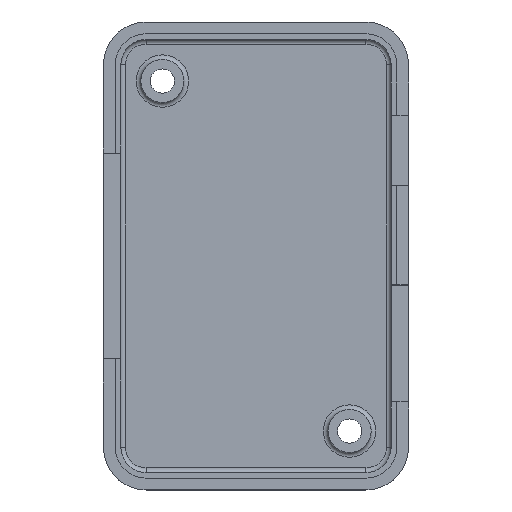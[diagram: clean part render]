
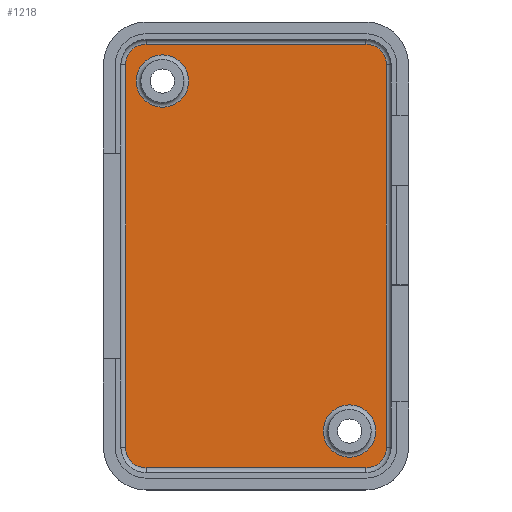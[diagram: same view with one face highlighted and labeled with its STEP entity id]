
A CAD part, top view. The second image highlights one B-rep face of the part: STEP entity #1218.
In plain terms, the highlighted planar face has unit normal (0, 0, 1).
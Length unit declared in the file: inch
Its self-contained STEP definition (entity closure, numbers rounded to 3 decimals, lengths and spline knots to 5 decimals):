
#24=FACE_BOUND('',#399,.T.);
#25=FACE_BOUND('',#400,.T.);
#32=PLANE('',#1326);
#62=LINE('',#1823,#177);
#64=LINE('',#1835,#179);
#66=LINE('',#1847,#181);
#68=LINE('',#1856,#183);
#177=VECTOR('',#1444,0.3937);
#179=VECTOR('',#1458,0.3937);
#181=VECTOR('',#1472,0.3937);
#183=VECTOR('',#1484,0.3937);
#328=FACE_OUTER_BOUND('',#398,.T.);
#398=EDGE_LOOP('',(#888,#889,#890,#891,#892,#893,#894,#895));
#399=EDGE_LOOP('',(#896));
#400=EDGE_LOOP('',(#897));
#465=CIRCLE('',#1300,0.11);
#468=CIRCLE('',#1305,0.11);
#472=CIRCLE('',#1311,0.11);
#476=CIRCLE('',#1317,0.11);
#480=CIRCLE('',#1327,0.14);
#481=CIRCLE('',#1328,0.14);
#530=VERTEX_POINT('',#1811);
#533=VERTEX_POINT('',#1816);
#535=VERTEX_POINT('',#1821);
#537=VERTEX_POINT('',#1827);
#539=VERTEX_POINT('',#1833);
#541=VERTEX_POINT('',#1839);
#543=VERTEX_POINT('',#1845);
#545=VERTEX_POINT('',#1851);
#559=VERTEX_POINT('',#1893);
#560=VERTEX_POINT('',#1895);
#651=EDGE_CURVE('',#533,#530,#465,.T.);
#653=EDGE_CURVE('',#535,#533,#62,.T.);
#656=EDGE_CURVE('',#537,#535,#468,.T.);
#659=EDGE_CURVE('',#539,#537,#64,.T.);
#662=EDGE_CURVE('',#541,#539,#472,.T.);
#665=EDGE_CURVE('',#543,#541,#66,.T.);
#668=EDGE_CURVE('',#545,#543,#476,.T.);
#670=EDGE_CURVE('',#530,#545,#68,.T.);
#689=EDGE_CURVE('',#559,#559,#480,.T.);
#690=EDGE_CURVE('',#560,#560,#481,.T.);
#888=ORIENTED_EDGE('',*,*,#651,.F.);
#889=ORIENTED_EDGE('',*,*,#653,.F.);
#890=ORIENTED_EDGE('',*,*,#656,.F.);
#891=ORIENTED_EDGE('',*,*,#659,.F.);
#892=ORIENTED_EDGE('',*,*,#662,.F.);
#893=ORIENTED_EDGE('',*,*,#665,.F.);
#894=ORIENTED_EDGE('',*,*,#668,.F.);
#895=ORIENTED_EDGE('',*,*,#670,.F.);
#896=ORIENTED_EDGE('',*,*,#689,.F.);
#897=ORIENTED_EDGE('',*,*,#690,.F.);
#1218=ADVANCED_FACE('',(#328,#24,#25),#32,.T.);
#1300=AXIS2_PLACEMENT_3D('',#1818,#1438,#1439);
#1305=AXIS2_PLACEMENT_3D('',#1829,#1450,#1451);
#1311=AXIS2_PLACEMENT_3D('',#1841,#1464,#1465);
#1317=AXIS2_PLACEMENT_3D('',#1853,#1478,#1479);
#1326=AXIS2_PLACEMENT_3D('',#1892,#1513,#1514);
#1327=AXIS2_PLACEMENT_3D('',#1894,#1515,#1516);
#1328=AXIS2_PLACEMENT_3D('',#1896,#1517,#1518);
#1438=DIRECTION('center_axis',(0.,0.,-1.));
#1439=DIRECTION('ref_axis',(0.707,-0.707,0.));
#1444=DIRECTION('',(0.,-1.,0.));
#1450=DIRECTION('center_axis',(0.,0.,-1.));
#1451=DIRECTION('ref_axis',(0.707,0.707,0.));
#1458=DIRECTION('',(1.,0.,0.));
#1464=DIRECTION('center_axis',(0.,0.,-1.));
#1465=DIRECTION('ref_axis',(-0.707,0.707,0.));
#1472=DIRECTION('',(0.,1.,0.));
#1478=DIRECTION('center_axis',(0.,0.,-1.));
#1479=DIRECTION('ref_axis',(-0.707,-0.707,0.));
#1484=DIRECTION('',(-1.,0.,0.));
#1513=DIRECTION('center_axis',(0.,0.,1.));
#1514=DIRECTION('ref_axis',(1.,0.,0.));
#1515=DIRECTION('center_axis',(0.,0.,1.));
#1516=DIRECTION('ref_axis',(-1.,0.,0.));
#1517=DIRECTION('center_axis',(0.,0.,1.));
#1518=DIRECTION('ref_axis',(-1.,0.,0.));
#1811=CARTESIAN_POINT('',(8.4052,9.48959,0.093));
#1816=CARTESIAN_POINT('',(8.5152,9.59959,0.093));
#1818=CARTESIAN_POINT('Origin',(8.4052,9.59959,0.093));
#1821=CARTESIAN_POINT('',(8.5152,11.64359,0.093));
#1823=CARTESIAN_POINT('',(8.5152,10.11059,0.093));
#1827=CARTESIAN_POINT('',(8.4052,11.75359,0.093));
#1829=CARTESIAN_POINT('Origin',(8.4052,11.64359,0.093));
#1833=CARTESIAN_POINT('',(7.2312,11.75359,0.093));
#1835=CARTESIAN_POINT('',(8.1117,11.75359,0.093));
#1839=CARTESIAN_POINT('',(7.1212,11.64359,0.093));
#1841=CARTESIAN_POINT('Origin',(7.2312,11.64359,0.093));
#1845=CARTESIAN_POINT('',(7.1212,9.59959,0.093));
#1847=CARTESIAN_POINT('',(7.1212,11.13259,0.093));
#1851=CARTESIAN_POINT('',(7.2312,9.48959,0.093));
#1853=CARTESIAN_POINT('Origin',(7.2312,9.59959,0.093));
#1856=CARTESIAN_POINT('',(7.5247,9.48959,0.093));
#1892=CARTESIAN_POINT('Origin',(7.8182,10.62159,0.093));
#1893=CARTESIAN_POINT('',(8.4582,9.68659,0.093));
#1894=CARTESIAN_POINT('Origin',(8.3182,9.68659,0.093));
#1895=CARTESIAN_POINT('',(7.4582,11.55659,0.093));
#1896=CARTESIAN_POINT('Origin',(7.3182,11.55659,0.093));
